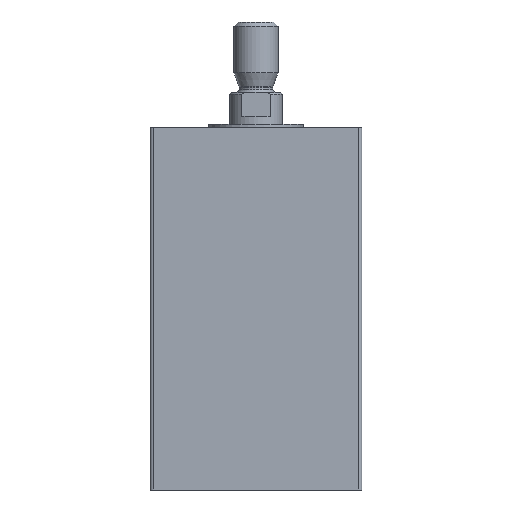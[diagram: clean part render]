
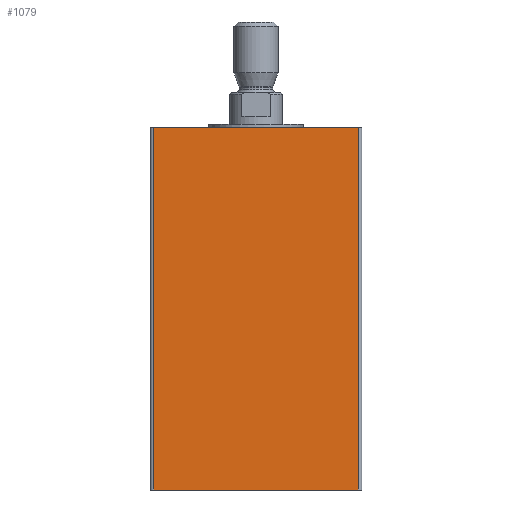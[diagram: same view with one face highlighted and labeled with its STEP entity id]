
A CAD part, front view. The second image highlights one B-rep face of the part: STEP entity #1079.
In plain terms, the highlighted planar face has unit normal (0, -1, 0).
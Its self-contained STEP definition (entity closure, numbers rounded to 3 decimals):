
#42=PLANE('',#1180);
#75=LINE('',#1718,#141);
#76=LINE('',#1720,#142);
#77=LINE('',#1722,#143);
#78=LINE('',#1724,#144);
#141=VECTOR('',#1346,1000.);
#142=VECTOR('',#1349,1000.);
#143=VECTOR('',#1350,1000.);
#144=VECTOR('',#1351,1000.);
#214=ORIENTED_EDGE('',*,*,#510,.F.);
#215=ORIENTED_EDGE('',*,*,#509,.F.);
#216=ORIENTED_EDGE('',*,*,#511,.T.);
#217=ORIENTED_EDGE('',*,*,#512,.T.);
#509=EDGE_CURVE('',#656,#655,#75,.T.);
#510=EDGE_CURVE('',#655,#657,#76,.T.);
#511=EDGE_CURVE('',#656,#658,#77,.T.);
#512=EDGE_CURVE('',#658,#657,#78,.T.);
#655=VERTEX_POINT('',#1715);
#656=VERTEX_POINT('',#1717);
#657=VERTEX_POINT('',#1721);
#658=VERTEX_POINT('',#1723);
#840=EDGE_LOOP('',(#214,#215,#216,#217));
#942=FACE_BOUND('',#840,.T.);
#1079=ADVANCED_FACE('',(#942),#42,.T.);
#1180=AXIS2_PLACEMENT_3D('',#1719,#1347,#1348);
#1346=DIRECTION('',(0.,0.,1.));
#1347=DIRECTION('',(0.,-1.,0.));
#1348=DIRECTION('',(0.,0.,-1.));
#1349=DIRECTION('',(1.,0.,0.));
#1350=DIRECTION('',(1.,0.,0.));
#1351=DIRECTION('',(0.,0.,1.));
#1715=CARTESIAN_POINT('',(-11.6,-12.,0.));
#1717=CARTESIAN_POINT('',(-11.6,-12.,-41.));
#1718=CARTESIAN_POINT('',(-11.6,-12.,-41.));
#1719=CARTESIAN_POINT('',(-11.6,-12.,-41.));
#1720=CARTESIAN_POINT('',(-11.6,-12.,0.));
#1721=CARTESIAN_POINT('',(11.6,-12.,0.));
#1722=CARTESIAN_POINT('',(-11.6,-12.,-41.));
#1723=CARTESIAN_POINT('',(11.6,-12.,-41.));
#1724=CARTESIAN_POINT('',(11.6,-12.,-41.));
